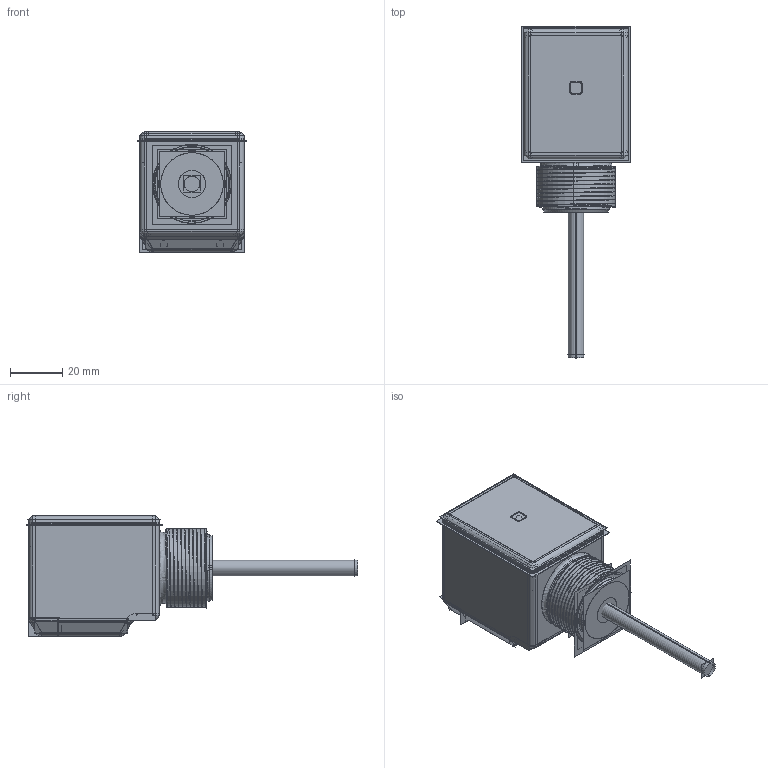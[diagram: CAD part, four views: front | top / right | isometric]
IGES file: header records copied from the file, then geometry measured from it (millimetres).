
Start section:  PTC IGES file: 156728.igs
Global section: file name: 156728.igs; native system: Creo Parametric by Parametric Technology Corporation; preprocessor: 2013230; author: pdmadmin; organization: Unknown; date: 20151106.063631; units: millimetre
Bounding box: 41.58 x 126.88 x 46.3 mm (x, y, z)
Volume: 31583.8 mm3; surface area: 231423.4 mm2
Topology: 10 solids, 11 shells, 992 faces, 4970 edges, 6281 vertices
Faces by surface type: revolution 556, bspline 436
